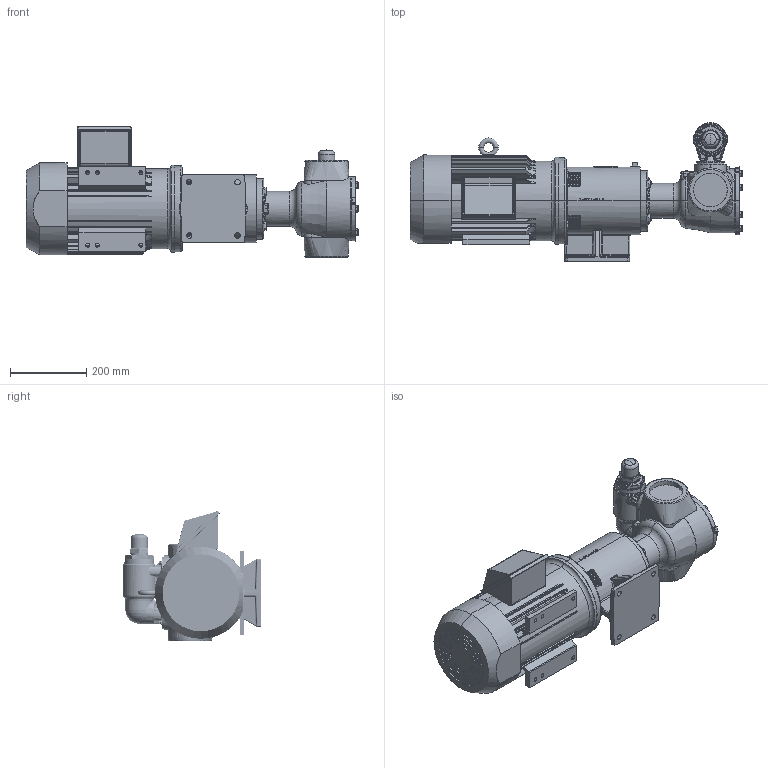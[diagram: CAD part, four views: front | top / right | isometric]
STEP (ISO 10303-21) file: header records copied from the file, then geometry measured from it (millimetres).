
FILE_DESCRIPTION (( 'STEP AP214' ), '1' );
FILE_NAME ('AV-592.STEP', '2019-12-05T15:41:28', ( '' ), ( '' ), 'SwSTEP 2.0', 'SolidWorks 2018', '' );
FILE_SCHEMA (( 'AUTOMOTIVE_DESIGN' ));
Length unit declared in the file: inch
Products named in the file (1): AV-592
Bounding box: 871.87 x 364.51 x 342.5 mm (x, y, z)
Volume: 29263450.5 mm3; surface area: 1154037.7 mm2
Topology: 1 solids, 1 shells, 8153 faces, 21488 edges, 13996 vertices
Faces by surface type: plane 4664, bspline 2163, cylinder 877, cone 236, torus 140, sphere 73
Entity records: 448154 total; most frequent: CARTESIAN_POINT 220284, ORIENTED_EDGE 42800, DIRECTION 29258, EDGE_CURVE 21400, VERTEX_POINT 13990, VECTOR 12900, LINE 12900, EDGE_LOOP 8990
